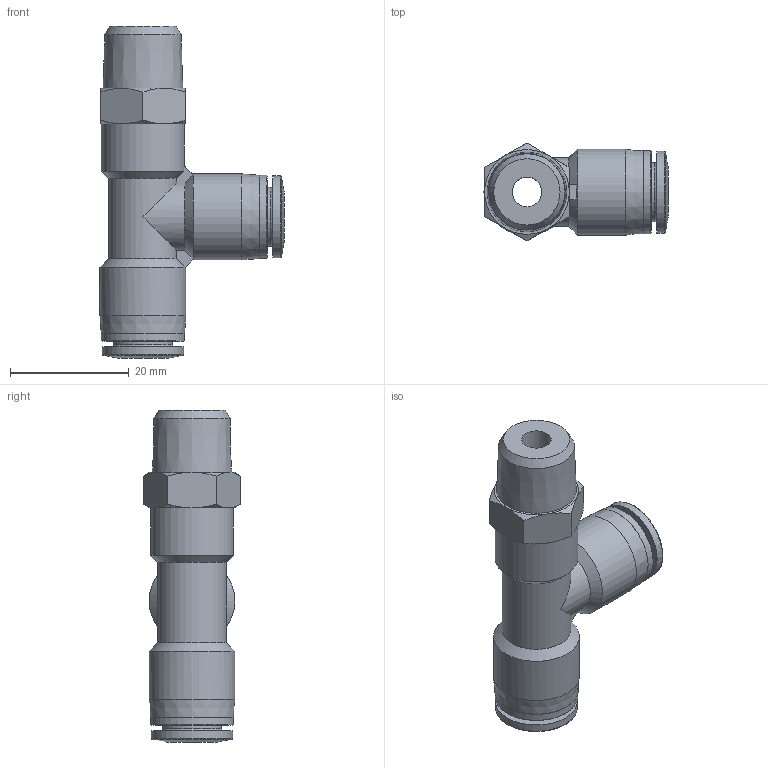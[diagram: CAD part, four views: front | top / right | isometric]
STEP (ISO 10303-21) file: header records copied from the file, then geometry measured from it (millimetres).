
FILE_DESCRIPTION(/* description */ ('STEP AP214'),/* implementation_level */ '2;1');
FILE_NAME(/* name */ '564717_QBTL-1_4-5_16-U',/* time_stamp */ '2024-09-14T04:36:42+02:00',/* author */ ('License CC BY-ND 4.0'),/* organization */ ('CADENAS'),/* preprocessor_version */ 'ST-DEVELOPER v19.3',/* originating_system */ 'PARTsolutions',/* authorisation */ ' ');
FILE_SCHEMA (('AUTOMOTIVE_DESIGN {1 0 10303 214 3 1 1}'));
Length unit declared in the file: millimetre
Products named in the file (1): 564717 QBTL-1/4-5/16-U
Bounding box: 31.05 x 16.5 x 56 mm (x, y, z)
Volume: 8018.8 mm3; surface area: 5305.7 mm2
Topology: 1 solids, 1 shells, 68 faces, 151 edges, 92 vertices
Faces by surface type: plane 23, cone 23, cylinder 16, torus 6
Full cylindrical faces by diameter (mm): 5 x2, 7.938 x2, 9.938 x2, 13.8 x2, 14 x3, 14.5 x2
Entity records: 2217 total; most frequent: CARTESIAN_POINT 377, DIRECTION 280, ORIENTED_EDGE 232, AXIS2_PLACEMENT_3D 130, EDGE_CURVE 116, EDGE_LOOP 109, FACE_BOUND 109, VERTEX_POINT 87
